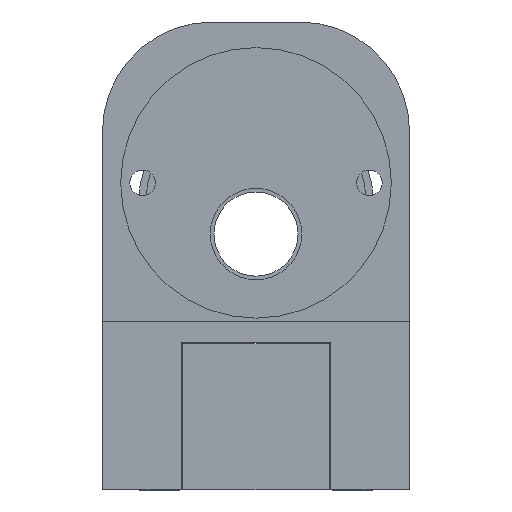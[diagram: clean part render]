
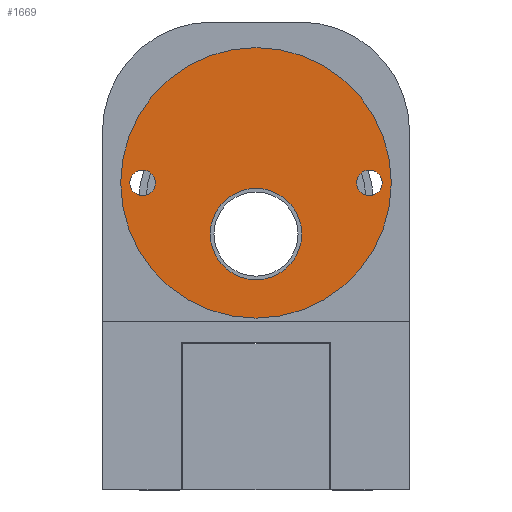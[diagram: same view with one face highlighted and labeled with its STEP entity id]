
A CAD part, front view. The second image highlights one B-rep face of the part: STEP entity #1669.
In plain terms, the highlighted planar face has unit normal (0, -1, 0).
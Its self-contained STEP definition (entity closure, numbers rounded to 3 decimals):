
#30=FACE_BOUND('',#303,.T.);
#31=FACE_BOUND('',#304,.T.);
#32=FACE_BOUND('',#305,.T.);
#76=CIRCLE('',#1809,15.);
#78=CIRCLE('',#1813,15.);
#79=CIRCLE('',#1814,1.75);
#80=CIRCLE('',#1815,1.75);
#81=CIRCLE('',#1816,6.25);
#192=FACE_OUTER_BOUND('',#302,.T.);
#302=EDGE_LOOP('',(#1312,#1313,#1314,#1315,#1316,#1317,#1318,#1319,#1320,
#1321));
#303=EDGE_LOOP('',(#1322));
#304=EDGE_LOOP('',(#1323));
#305=EDGE_LOOP('',(#1324));
#442=LINE('',#2589,#615);
#447=LINE('',#2601,#620);
#448=LINE('',#2605,#621);
#449=LINE('',#2607,#622);
#450=LINE('',#2609,#623);
#451=LINE('',#2611,#624);
#452=LINE('',#2613,#625);
#453=LINE('',#2614,#626);
#615=VECTOR('',#2116,10.);
#620=VECTOR('',#2125,10.);
#621=VECTOR('',#2128,10.);
#622=VECTOR('',#2129,10.);
#623=VECTOR('',#2130,10.);
#624=VECTOR('',#2131,10.);
#625=VECTOR('',#2132,10.);
#626=VECTOR('',#2133,10.);
#782=VERTEX_POINT('',#2582);
#783=VERTEX_POINT('',#2584);
#784=VERTEX_POINT('',#2588);
#789=VERTEX_POINT('',#2600);
#790=VERTEX_POINT('',#2602);
#791=VERTEX_POINT('',#2604);
#792=VERTEX_POINT('',#2606);
#793=VERTEX_POINT('',#2608);
#794=VERTEX_POINT('',#2610);
#795=VERTEX_POINT('',#2612);
#796=VERTEX_POINT('',#2615);
#797=VERTEX_POINT('',#2617);
#798=VERTEX_POINT('',#2619);
#970=EDGE_CURVE('',#782,#783,#76,.T.);
#972=EDGE_CURVE('',#783,#784,#442,.T.);
#978=EDGE_CURVE('',#789,#782,#447,.T.);
#979=EDGE_CURVE('',#790,#789,#78,.T.);
#980=EDGE_CURVE('',#791,#790,#448,.T.);
#981=EDGE_CURVE('',#792,#791,#449,.T.);
#982=EDGE_CURVE('',#792,#793,#450,.T.);
#983=EDGE_CURVE('',#793,#794,#451,.T.);
#984=EDGE_CURVE('',#794,#795,#452,.T.);
#985=EDGE_CURVE('',#784,#795,#453,.T.);
#986=EDGE_CURVE('',#796,#796,#79,.T.);
#987=EDGE_CURVE('',#797,#797,#80,.T.);
#988=EDGE_CURVE('',#798,#798,#81,.T.);
#1312=ORIENTED_EDGE('',*,*,#970,.F.);
#1313=ORIENTED_EDGE('',*,*,#978,.F.);
#1314=ORIENTED_EDGE('',*,*,#979,.F.);
#1315=ORIENTED_EDGE('',*,*,#980,.F.);
#1316=ORIENTED_EDGE('',*,*,#981,.F.);
#1317=ORIENTED_EDGE('',*,*,#982,.T.);
#1318=ORIENTED_EDGE('',*,*,#983,.T.);
#1319=ORIENTED_EDGE('',*,*,#984,.T.);
#1320=ORIENTED_EDGE('',*,*,#985,.F.);
#1321=ORIENTED_EDGE('',*,*,#972,.F.);
#1322=ORIENTED_EDGE('',*,*,#986,.T.);
#1323=ORIENTED_EDGE('',*,*,#987,.T.);
#1324=ORIENTED_EDGE('',*,*,#988,.T.);
#1590=PLANE('',#1812);
#1669=ADVANCED_FACE('',(#192,#30,#31,#32),#1590,.T.);
#1809=AXIS2_PLACEMENT_3D('',#2585,#2111,#2112);
#1812=AXIS2_PLACEMENT_3D('',#2599,#2123,#2124);
#1813=AXIS2_PLACEMENT_3D('',#2603,#2126,#2127);
#1814=AXIS2_PLACEMENT_3D('',#2616,#2134,#2135);
#1815=AXIS2_PLACEMENT_3D('',#2618,#2136,#2137);
#1816=AXIS2_PLACEMENT_3D('',#2620,#2138,#2139);
#2111=DIRECTION('center_axis',(0.,1.,0.));
#2112=DIRECTION('ref_axis',(0.707,0.,0.707));
#2116=DIRECTION('',(0.,0.,-1.));
#2123=DIRECTION('center_axis',(0.,-1.,0.));
#2124=DIRECTION('ref_axis',(1.,0.,0.));
#2125=DIRECTION('',(1.,0.,0.));
#2126=DIRECTION('center_axis',(0.,1.,0.));
#2127=DIRECTION('ref_axis',(-0.707,0.,0.707));
#2128=DIRECTION('',(0.,0.,1.));
#2129=DIRECTION('',(-1.,0.,0.));
#2130=DIRECTION('',(0.,0.,1.));
#2131=DIRECTION('',(1.,0.,0.));
#2132=DIRECTION('',(0.,0.,-1.));
#2133=DIRECTION('',(-1.,0.,0.));
#2134=DIRECTION('center_axis',(0.,1.,0.));
#2135=DIRECTION('ref_axis',(1.,0.,0.));
#2136=DIRECTION('center_axis',(0.,1.,0.));
#2137=DIRECTION('ref_axis',(1.,0.,0.));
#2138=DIRECTION('center_axis',(0.,1.,0.));
#2139=DIRECTION('ref_axis',(1.,0.,0.));
#2582=CARTESIAN_POINT('',(16.,-270.,64.));
#2584=CARTESIAN_POINT('',(31.,-270.,49.));
#2585=CARTESIAN_POINT('Origin',(16.,-270.,49.));
#2588=CARTESIAN_POINT('',(31.,-270.,0.));
#2589=CARTESIAN_POINT('',(31.,-270.,63.));
#2599=CARTESIAN_POINT('Origin',(10.,-270.,42.));
#2600=CARTESIAN_POINT('',(4.,-270.,64.));
#2601=CARTESIAN_POINT('',(-2.5,-270.,64.));
#2602=CARTESIAN_POINT('',(-11.,-270.,49.));
#2603=CARTESIAN_POINT('Origin',(4.,-270.,49.));
#2604=CARTESIAN_POINT('',(-11.,-270.,0.));
#2605=CARTESIAN_POINT('',(-11.,-270.,21.));
#2606=CARTESIAN_POINT('',(-0.2,-270.,0.));
#2607=CARTESIAN_POINT('',(35.,-270.,0.));
#2608=CARTESIAN_POINT('',(-0.2,-270.,20.2));
#2609=CARTESIAN_POINT('',(-0.2,-270.,31.));
#2610=CARTESIAN_POINT('',(20.2,-270.,20.2));
#2611=CARTESIAN_POINT('',(15.,-270.,20.2));
#2612=CARTESIAN_POINT('',(20.2,-270.,0.));
#2613=CARTESIAN_POINT('',(20.2,-270.,21.));
#2614=CARTESIAN_POINT('',(35.,-270.,0.));
#2615=CARTESIAN_POINT('',(23.75,-270.,42.));
#2616=CARTESIAN_POINT('Origin',(25.5,-270.,42.));
#2617=CARTESIAN_POINT('',(-7.25,-270.,42.));
#2618=CARTESIAN_POINT('Origin',(-5.5,-270.,42.));
#2619=CARTESIAN_POINT('',(3.75,-270.,35.));
#2620=CARTESIAN_POINT('Origin',(10.,-270.,35.));
